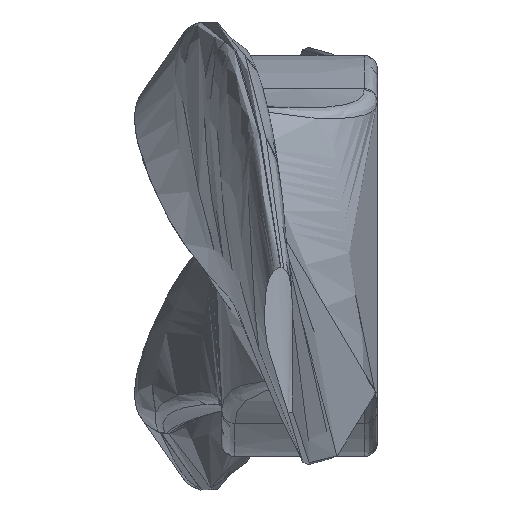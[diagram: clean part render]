
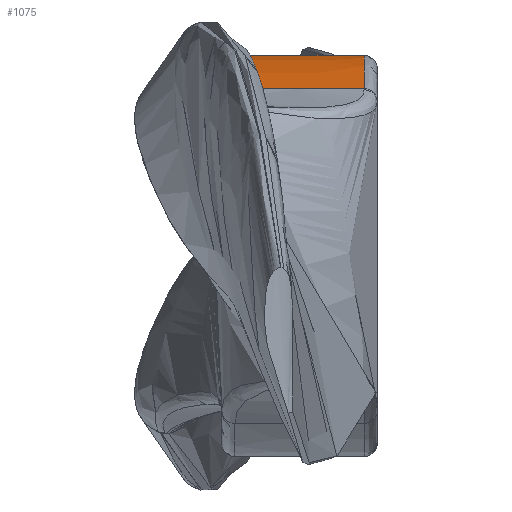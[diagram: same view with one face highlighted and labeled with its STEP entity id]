
A CAD part, left-side view. The second image highlights one B-rep face of the part: STEP entity #1075.
In plain terms, the highlighted free-form (B-spline) face has degree [3, 3] with [4, 4] control points.
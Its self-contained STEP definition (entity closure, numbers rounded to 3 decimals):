
#481 = CARTESIAN_POINT ( 'NONE',  ( 0., 7.34, 22.77 ) ) ;
#836 = CARTESIAN_POINT ( 'NONE',  ( -8.141, 7.34, 22.77 ) ) ;
#853 = CARTESIAN_POINT ( 'NONE',  ( -14.07, 7.34, 20.885 ) ) ;
#1054 = CARTESIAN_POINT ( 'NONE',  ( -20., 8.84, 19. ) ) ;
#1075 = ADVANCED_FACE ( 'NONE', ( #6663 ), #3149, .T. ) ;
#1097 = CARTESIAN_POINT ( 'NONE',  ( -14.07, 8.84, 20.885 ) ) ;
#1105 = CARTESIAN_POINT ( 'NONE',  ( -8.141, 8.84, 22.77 ) ) ;
#1121 = CARTESIAN_POINT ( 'NONE',  ( 0., 8.84, 22.77 ) ) ;
#1141 = CARTESIAN_POINT ( 'NONE',  ( -20., 2.947, 19. ) ) ;
#1151 = CARTESIAN_POINT ( 'NONE',  ( -14.07, 2.947, 20.885 ) ) ;
#1166 = CARTESIAN_POINT ( 'NONE',  ( -8.141, 2.947, 22.77 ) ) ;
#1172 = CARTESIAN_POINT ( 'NONE',  ( 0., 2.947, 22.77 ) ) ;
#1187 = CARTESIAN_POINT ( 'NONE',  ( -20., -2.947, 19. ) ) ;
#1209 = CARTESIAN_POINT ( 'NONE',  ( -14.07, -2.947, 20.885 ) ) ;
#1222 = CARTESIAN_POINT ( 'NONE',  ( -8.141, -2.947, 22.77 ) ) ;
#1237 = CARTESIAN_POINT ( 'NONE',  ( 0., -2.947, 22.77 ) ) ;
#1247 = CARTESIAN_POINT ( 'NONE',  ( -20., -8.84, 19. ) ) ;
#1270 = CARTESIAN_POINT ( 'NONE',  ( -14.07, -8.84, 20.885 ) ) ;
#1286 = CARTESIAN_POINT ( 'NONE',  ( 0., -8.84, 22.77 ) ) ;
#1442 = ORIENTED_EDGE ( 'NONE', *, *, #1561, .F. ) ;
#1451 = CARTESIAN_POINT ( 'NONE',  ( -8.141, -8.84, 22.77 ) ) ;
#1452 = ORIENTED_EDGE ( 'NONE', *, *, #5251, .T. ) ;
#1531 = ORIENTED_EDGE ( 'NONE', *, *, #5485, .T. ) ;
#1537 = ORIENTED_EDGE ( 'NONE', *, *, #5729, .T. ) ;
#1561 = EDGE_CURVE ( 'NONE', #5118, #4695, #4044, .T. ) ;
#1616 = VECTOR ( 'NONE', #2078, 1000. ) ;
#1836 = CARTESIAN_POINT ( 'NONE',  ( 0., 7.34, 22.77 ) ) ;
#2078 = DIRECTION ( 'NONE',  ( 0., 1., 0. ) ) ;
#2251 = CARTESIAN_POINT ( 'NONE',  ( -20., -7.34, 19. ) ) ;
#2744 = DIRECTION ( 'NONE',  ( 0., 1., 0. ) ) ;
#2771 = CARTESIAN_POINT ( 'NONE',  ( -20., 8.84, 19. ) ) ;
#2788 = CARTESIAN_POINT ( 'NONE',  ( -8.141, -7.34, 22.77 ) ) ;
#3015 = VERTEX_POINT ( 'NONE', #481 ) ;
#3114 = B_SPLINE_CURVE_WITH_KNOTS ( 'NONE', 3,
 ( #2251, #5508, #2788, #6588 ),
 .UNSPECIFIED., .F., .F.,
 ( 4, 4 ),
 ( 0., 0.02 ),
 .UNSPECIFIED. ) ;
#3149 = B_SPLINE_SURFACE_WITH_KNOTS ( 'NONE', 3, 3, ( 
 ( #1286, #1451, #1270, #1247 ),
 ( #1237, #1222, #1209, #1187 ),
 ( #1172, #1166, #1151, #1141 ),
 ( #1121, #1105, #1097, #1054 ) ),
 .UNSPECIFIED., .F., .F., .F.,
 ( 4, 4 ),
 ( 4, 4 ),
 ( 0., 1. ),
 ( 0., 1. ),
 .UNSPECIFIED. ) ;
#3468 = CARTESIAN_POINT ( 'NONE',  ( 0., -7.34, 22.77 ) ) ;
#3743 = LINE ( 'NONE', #5336, #1616 ) ;
#4044 = LINE ( 'NONE', #2771, #4364 ) ;
#4225 = B_SPLINE_CURVE_WITH_KNOTS ( 'NONE', 3,
 ( #1836, #836, #853, #4627 ),
 .UNSPECIFIED., .F., .F.,
 ( 4, 4 ),
 ( 0., 0.02 ),
 .UNSPECIFIED. ) ;
#4330 = EDGE_LOOP ( 'NONE', ( #1442, #1452, #1531, #1537 ) ) ;
#4364 = VECTOR ( 'NONE', #2744, 1000. ) ;
#4365 = CARTESIAN_POINT ( 'NONE',  ( -20., -7.34, 19. ) ) ;
#4627 = CARTESIAN_POINT ( 'NONE',  ( -20., 7.34, 19. ) ) ;
#4695 = VERTEX_POINT ( 'NONE', #5623 ) ;
#5118 = VERTEX_POINT ( 'NONE', #4365 ) ;
#5251 = EDGE_CURVE ( 'NONE', #5118, #6690, #3114, .T. ) ;
#5336 = CARTESIAN_POINT ( 'NONE',  ( 0., 8.84, 22.77 ) ) ;
#5485 = EDGE_CURVE ( 'NONE', #6690, #3015, #3743, .T. ) ;
#5508 = CARTESIAN_POINT ( 'NONE',  ( -14.07, -7.34, 20.885 ) ) ;
#5623 = CARTESIAN_POINT ( 'NONE',  ( -20., 7.34, 19. ) ) ;
#5729 = EDGE_CURVE ( 'NONE', #3015, #4695, #4225, .T. ) ;
#6588 = CARTESIAN_POINT ( 'NONE',  ( 0., -7.34, 22.77 ) ) ;
#6663 = FACE_OUTER_BOUND ( 'NONE', #4330, .T. ) ;
#6690 = VERTEX_POINT ( 'NONE', #3468 ) ;
